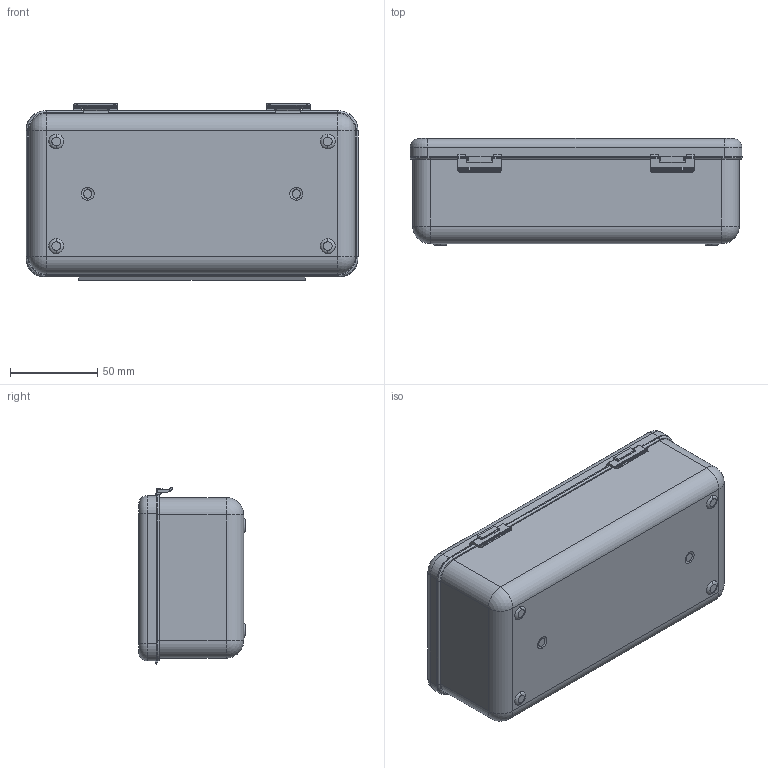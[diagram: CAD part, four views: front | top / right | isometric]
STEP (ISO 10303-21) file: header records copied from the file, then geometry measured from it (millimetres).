
FILE_DESCRIPTION (( 'STEP AP214' ), '1' );
FILE_NAME ('B147 Êîðîáêà ïëàñòèêîâàÿ, 190x95x60 ìì.STEP', '2020-02-03T09:28:19', ( 'Ïîëüçîâàòåëü Windows' ), ( '' ), 'SwSTEP 2.0', 'SolidWorks 2019', '' );
FILE_SCHEMA (( 'AUTOMOTIVE_DESIGN' ));
Length unit declared in the file: millimetre
Products named in the file (4): B147 澎觐耱黖00; B147 Êîðîáêà ïëàñòèêîâàÿ, 190x95x60 ìì; B147 ч鸗鍆趌00; B147 Êðûøêà_12
Assembly tree (4 placements, depth 2):
  B147 Êîðîáêà ïëàñòèêîâàÿ, 190x95x60 ìì
    B147 澎觐耱黖00
    B147 ч鸗鍆趌00  x2
    B147 Êðûøêà_12
Bounding box: 190.2 x 61.2 x 101.27 mm (x, y, z)
Volume: 90051.7 mm3; surface area: 136523.7 mm2
Topology: 10 solids, 10 shells, 317 faces, 771 edges, 454 vertices
Faces by surface type: plane 131, cylinder 126, sphere 32, torus 28
Entity records: 8231 total; most frequent: CARTESIAN_POINT 1475, DIRECTION 1461, ORIENTED_EDGE 1306, EDGE_CURVE 653, AXIS2_PLACEMENT_3D 552, VERTEX_POINT 396, VECTOR 357, LINE 357
